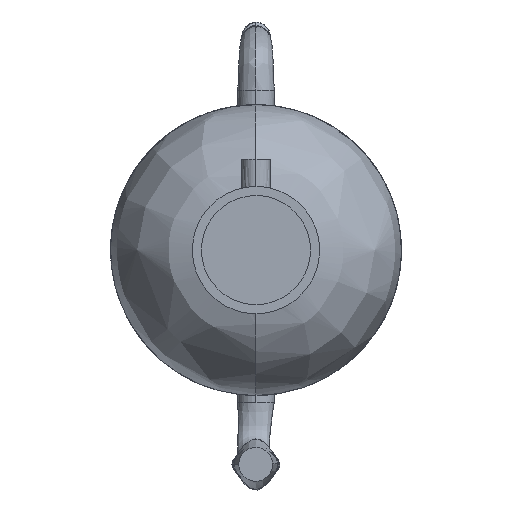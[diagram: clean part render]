
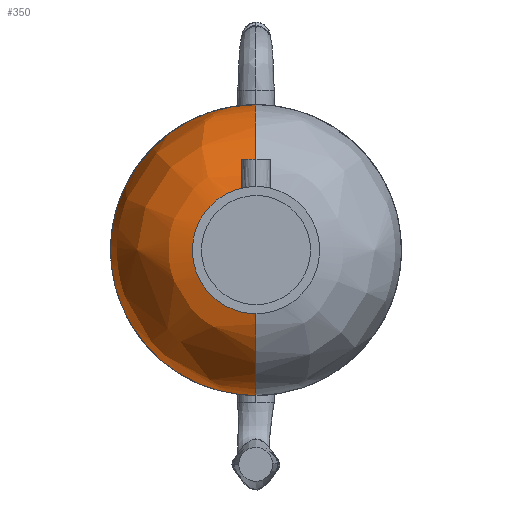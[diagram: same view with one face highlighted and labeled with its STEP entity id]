
A CAD part, left-side view. The second image highlights one B-rep face of the part: STEP entity #350.
In plain terms, the highlighted free-form (B-spline) face has degree [2, 2] with [5, 3] control points.
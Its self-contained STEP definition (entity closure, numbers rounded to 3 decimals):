
#223 = VERTEX_POINT('',#224);
#224 = CARTESIAN_POINT('',(-1048.986,0.,19.178));
#231 = VERTEX_POINT('',#232);
#232 = CARTESIAN_POINT('',(-1048.986,0.,
    -19.178));
#310 = EDGE_CURVE('',#311,#231,#313,.T.);
#311 = VERTEX_POINT('',#312);
#312 = CARTESIAN_POINT('',(-1009.126,0.,
    -53.698));
#313 = ( BOUNDED_CURVE() B_SPLINE_CURVE(2,(#314,#315,#316),
.UNSPECIFIED.,.F.,.F.) B_SPLINE_CURVE_WITH_KNOTS((3,3),(3.142,
4.569),.PIECEWISE_BEZIER_KNOTS.) CURVE() 
GEOMETRIC_REPRESENTATION_ITEM() RATIONAL_B_SPLINE_CURVE((1.,
0.756,1.)) REPRESENTATION_ITEM('') );
#314 = CARTESIAN_POINT('',(-1009.126,0.,
    -53.698));
#315 = CARTESIAN_POINT('',(-1044.004,0.,
    -53.698));
#316 = CARTESIAN_POINT('',(-1048.986,0.,
    -19.178));
#319 = VERTEX_POINT('',#320);
#320 = CARTESIAN_POINT('',(-1009.126,0.,53.698));
#328 = EDGE_CURVE('',#319,#223,#329,.T.);
#329 = ( BOUNDED_CURVE() B_SPLINE_CURVE(2,(#330,#331,#332),
.UNSPECIFIED.,.F.,.F.) B_SPLINE_CURVE_WITH_KNOTS((3,3),(3.142,
4.569),.PIECEWISE_BEZIER_KNOTS.) CURVE() 
GEOMETRIC_REPRESENTATION_ITEM() RATIONAL_B_SPLINE_CURVE((1.,
0.756,1.)) REPRESENTATION_ITEM('') );
#330 = CARTESIAN_POINT('',(-1009.126,0.,53.698));
#331 = CARTESIAN_POINT('',(-1044.004,0.,53.698));
#332 = CARTESIAN_POINT('',(-1048.986,0.,19.178));
#350 = ADVANCED_FACE('',(#351),#371,.T.);
#351 = FACE_BOUND('',#352,.T.);
#352 = EDGE_LOOP('',(#353,#361,#362,#370));
#353 = ORIENTED_EDGE('',*,*,#354,.T.);
#354 = EDGE_CURVE('',#319,#311,#355,.T.);
#355 = ( BOUNDED_CURVE() B_SPLINE_CURVE(2,(#356,#357,#358,#359,#360),
.UNSPECIFIED.,.F.,.F.) B_SPLINE_CURVE_WITH_KNOTS((3,2,3),(0.,
1.571,3.142),.PIECEWISE_BEZIER_KNOTS.) CURVE() 
GEOMETRIC_REPRESENTATION_ITEM() RATIONAL_B_SPLINE_CURVE((1.,
0.707,1.,0.707,1.)) REPRESENTATION_ITEM('') );
#356 = CARTESIAN_POINT('',(-1009.126,0.,53.698));
#357 = CARTESIAN_POINT('',(-1009.126,53.698,
    53.698));
#358 = CARTESIAN_POINT('',(-1009.126,53.698,
    0.));
#359 = CARTESIAN_POINT('',(-1009.126,53.698,
    -53.698));
#360 = CARTESIAN_POINT('',(-1009.126,0.,
    -53.698));
#361 = ORIENTED_EDGE('',*,*,#310,.T.);
#362 = ORIENTED_EDGE('',*,*,#363,.T.);
#363 = EDGE_CURVE('',#231,#223,#364,.T.);
#364 = ( BOUNDED_CURVE() B_SPLINE_CURVE(2,(#365,#366,#367,#368,#369),
.UNSPECIFIED.,.F.,.F.) B_SPLINE_CURVE_WITH_KNOTS((3,2,3),(0.,
1.571,3.142),.PIECEWISE_BEZIER_KNOTS.) CURVE() 
GEOMETRIC_REPRESENTATION_ITEM() RATIONAL_B_SPLINE_CURVE((1.,
0.707,1.,0.707,1.)) REPRESENTATION_ITEM('') );
#365 = CARTESIAN_POINT('',(-1048.986,0.,-19.178));
#366 = CARTESIAN_POINT('',(-1048.986,19.178,
    -19.178));
#367 = CARTESIAN_POINT('',(-1048.986,19.178,
    0.));
#368 = CARTESIAN_POINT('',(-1048.986,19.178,
    19.178));
#369 = CARTESIAN_POINT('',(-1048.986,0.,
    19.178));
#370 = ORIENTED_EDGE('',*,*,#328,.F.);
#371 = ( BOUNDED_SURFACE() B_SPLINE_SURFACE(2,2,(
    (#372,#373,#374)
    ,(#375,#376,#377)
    ,(#378,#379,#380)
    ,(#381,#382,#383)
    ,(#384,#385,#386
)),.UNSPECIFIED.,.F.,.F.,.F.) B_SPLINE_SURFACE_WITH_KNOTS((3,2,3),(3,3),
  (0.,1.571,3.142),(0.,1.427),
.PIECEWISE_BEZIER_KNOTS.) GEOMETRIC_REPRESENTATION_ITEM() 
RATIONAL_B_SPLINE_SURFACE((
    (1.,0.756,1.)
    ,(0.707,0.535,0.707)
    ,(1.,0.756,1.)
    ,(0.707,0.535,0.707)
,(1.,0.756,1.))) REPRESENTATION_ITEM('') SURFACE() );
#372 = CARTESIAN_POINT('',(-1009.126,0.,53.698));
#373 = CARTESIAN_POINT('',(-1044.004,0.,53.698));
#374 = CARTESIAN_POINT('',(-1048.986,0.,19.178));
#375 = CARTESIAN_POINT('',(-1009.126,53.698,
    53.698));
#376 = CARTESIAN_POINT('',(-1044.004,53.698,
    53.698));
#377 = CARTESIAN_POINT('',(-1048.986,19.178,
    19.178));
#378 = CARTESIAN_POINT('',(-1009.126,53.698,
    0.));
#379 = CARTESIAN_POINT('',(-1044.004,53.698,
    0.));
#380 = CARTESIAN_POINT('',(-1048.986,19.178,
    0.));
#381 = CARTESIAN_POINT('',(-1009.126,53.698,
    -53.698));
#382 = CARTESIAN_POINT('',(-1044.004,53.698,
    -53.698));
#383 = CARTESIAN_POINT('',(-1048.986,19.178,
    -19.178));
#384 = CARTESIAN_POINT('',(-1009.126,0.,
    -53.698));
#385 = CARTESIAN_POINT('',(-1044.004,0.,
    -53.698));
#386 = CARTESIAN_POINT('',(-1048.986,0.,
    -19.178));
